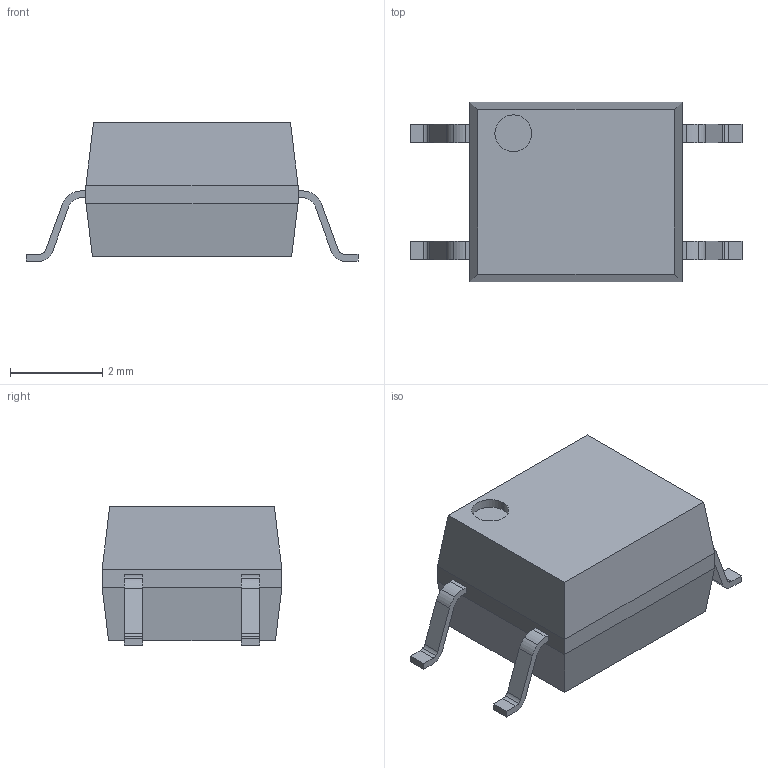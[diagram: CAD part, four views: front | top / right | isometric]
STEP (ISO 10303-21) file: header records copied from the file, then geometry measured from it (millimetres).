
FILE_DESCRIPTION((''),'2;1');
FILE_NAME('SOIC254P675X300-4N.stp','2009-11-04T15:38:59',(''),(''),'Mechanical Desktop 2006','Mechanical Desktop 2006',', , ');
FILE_SCHEMA(('AUTOMOTIVE_DESIGN { 1 2 10303 214 0 1 1 1 }'));
Length unit declared in the file: millimetre
Products named in the file (1): Product
Bounding box: 7.2 x 3.9 x 3 mm (x, y, z)
Volume: 49.2 mm3; surface area: 89.4 mm2
Topology: 5 solids, 5 shells, 89 faces, 226 edges, 148 vertices
Faces by surface type: bspline 36, plane 35, cylinder 18
Entity records: 2941 total; most frequent: CARTESIAN_POINT 796, ORIENTED_EDGE 452, DIRECTION 402, EDGE_CURVE 226, VECTOR 158, LINE 158, VERTEX_POINT 148, AXIS2_PLACEMENT_3D 122
